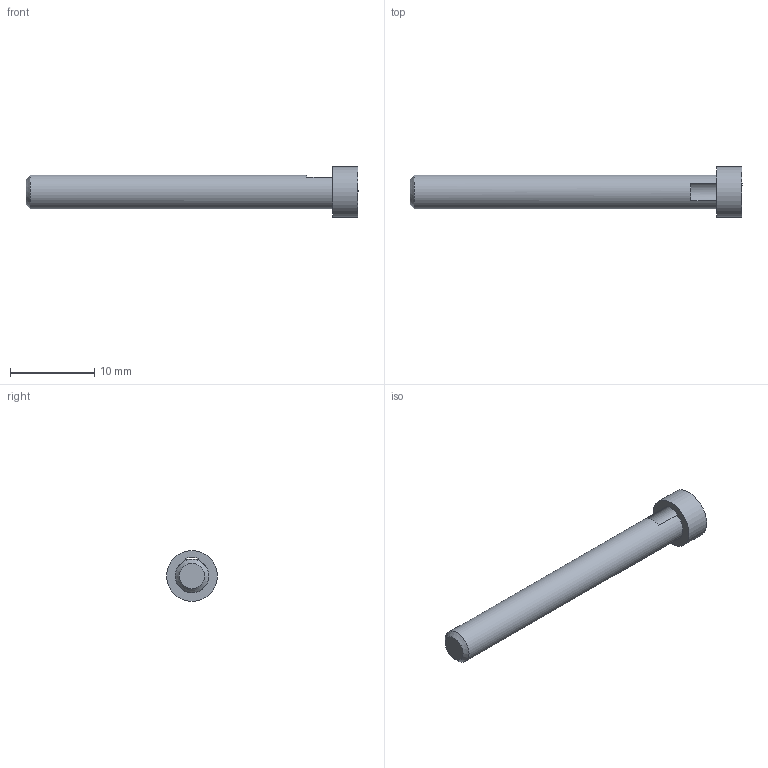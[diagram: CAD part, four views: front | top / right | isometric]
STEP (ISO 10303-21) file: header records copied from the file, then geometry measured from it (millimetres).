
FILE_DESCRIPTION(('FreeCAD Model'),'2;1');
FILE_NAME('APLINOV d''enhaut (8Février2019)CHAMFER PIGE.step', '2019-12-04T12:29:26',('Author'),(''), 'Open CASCADE STEP processor 7.2','FreeCAD','Unknown');
FILE_SCHEMA(('AUTOMOTIVE_DESIGN { 1 0 10303 214 1 1 1 1 }'));
Length unit declared in the file: millimetre
Products named in the file (1): ChamferPIGE_LIAISON_MONO_POULIE
Bounding box: 39.34 x 6 x 6 mm (x, y, z)
Volume: 511.4 mm3; surface area: 598.7 mm2
Topology: 1 solids, 1 shells, 8 faces, 17 edges, 11 vertices
Faces by surface type: plane 4, cylinder 3, cone 1
Full cylindrical faces by diameter (mm): 2.5 x1, 4 x1, 6 x1
Entity records: 514 total; most frequent: CARTESIAN_POINT 83, DIRECTION 73, ORIENTED_EDGE 34, PCURVE 34, DEFINITIONAL_REPRESENTATION 34, LINE 24, VECTOR 24, AXIS2_PLACEMENT_3D 20
